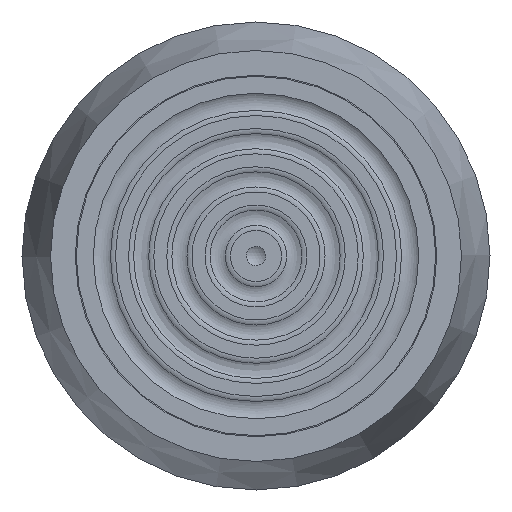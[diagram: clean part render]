
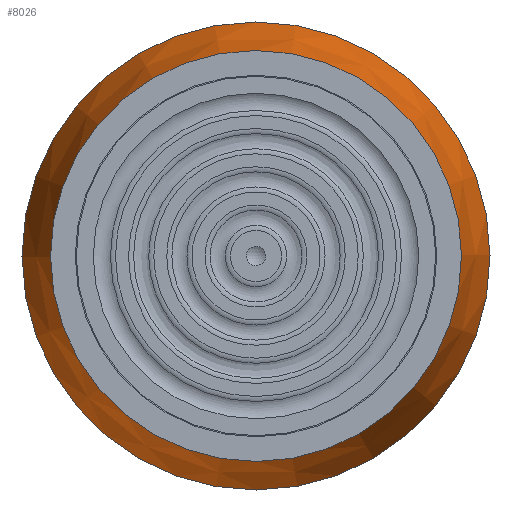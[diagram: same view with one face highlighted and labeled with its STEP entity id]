
A CAD part, left-side view. The second image highlights one B-rep face of the part: STEP entity #8026.
In plain terms, the highlighted conical face has half-angle 15 degrees and reference radius 20.66 mm.
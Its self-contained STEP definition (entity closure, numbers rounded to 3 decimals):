
#1155=CONICAL_SURFACE('',#8438,20.66,0.262);
#1611=FACE_OUTER_BOUND('',#2123,.T.);
#2123=EDGE_LOOP('',(#7432,#7433,#7434,#7435));
#2519=LINE('',#30308,#2903);
#2903=VECTOR('',#9517,20.66);
#3050=CIRCLE('',#8412,19.321);
#3059=CIRCLE('',#8439,22.);
#3823=VERTEX_POINT('',#26250);
#3854=VERTEX_POINT('',#30306);
#4999=EDGE_CURVE('',#3823,#3823,#3050,.T.);
#5050=EDGE_CURVE('',#3854,#3854,#3059,.T.);
#5051=EDGE_CURVE('',#3854,#3823,#2519,.T.);
#7432=ORIENTED_EDGE('',*,*,#5050,.F.);
#7433=ORIENTED_EDGE('',*,*,#5051,.T.);
#7434=ORIENTED_EDGE('',*,*,#4999,.T.);
#7435=ORIENTED_EDGE('',*,*,#5051,.F.);
#8026=ADVANCED_FACE('',(#1611),#1155,.T.);
#8412=AXIS2_PLACEMENT_3D('',#26251,#9440,#9441);
#8438=AXIS2_PLACEMENT_3D('',#30305,#9513,#9514);
#8439=AXIS2_PLACEMENT_3D('',#30307,#9515,#9516);
#9440=DIRECTION('center_axis',(1.,0.,0.));
#9441=DIRECTION('ref_axis',(0.,0.,-1.));
#9513=DIRECTION('center_axis',(1.,0.,0.));
#9514=DIRECTION('ref_axis',(0.,1.,0.));
#9515=DIRECTION('center_axis',(1.,0.,0.));
#9516=DIRECTION('ref_axis',(0.,0.,-1.));
#9517=DIRECTION('',(-0.966,0.259,0.));
#26250=CARTESIAN_POINT('',(-38.,-19.321,0.));
#26251=CARTESIAN_POINT('Origin',(-38.,0.,0.));
#30305=CARTESIAN_POINT('Origin',(-33.,0.,0.));
#30306=CARTESIAN_POINT('',(-28.,-22.,0.));
#30307=CARTESIAN_POINT('Origin',(-28.,0.,0.));
#30308=CARTESIAN_POINT('',(-33.,-20.66,0.));
